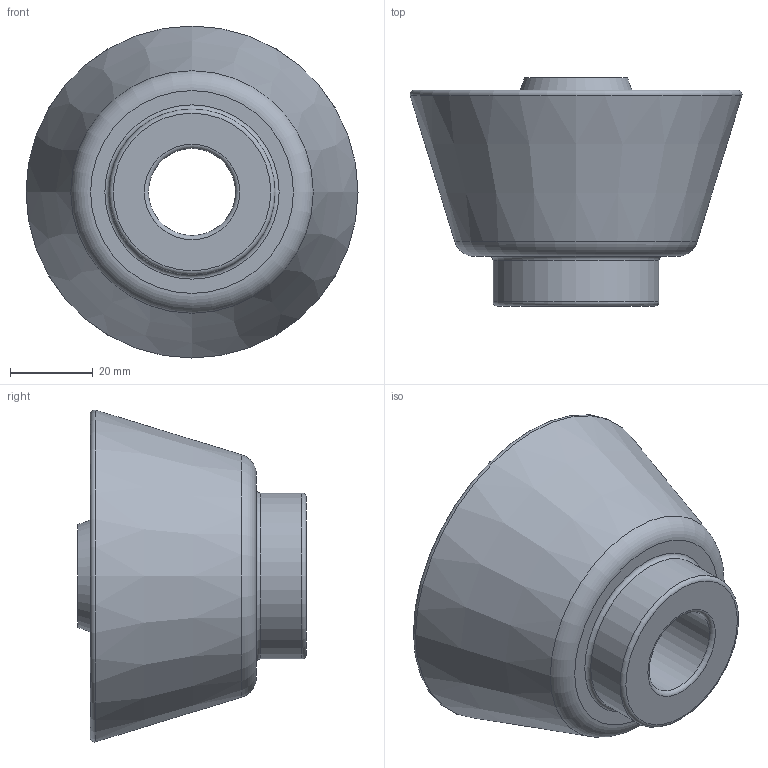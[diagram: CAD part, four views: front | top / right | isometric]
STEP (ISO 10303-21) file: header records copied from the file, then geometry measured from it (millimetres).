
FILE_DESCRIPTION(/* description */ (''),/* implementation_level */ '2;1');
FILE_NAME(/* name */ 'Contenedor agua_V7_x1.stp',/* time_stamp */ '2024-11-28T13:27:13Z',/* author */ ('patri'),/* organization */ (''),/* preprocessor_version */ 'ST-DEVELOPER v19.2',/* originating_system */ 'Autodesk Inventor 2024',/* authorisation */ '');
FILE_SCHEMA (('AUTOMOTIVE_DESIGN { 1 0 10303 214 3 1 1 }'));
Length unit declared in the file: millimetre
Products named in the file (1): Contenedor agua con encaje
Bounding box: 80.03 x 55 x 80.03 mm (x, y, z)
Volume: 76580.1 mm3; surface area: 30664.8 mm2
Topology: 1 solids, 1 shells, 32 faces, 78 edges, 52 vertices
Faces by surface type: plane 18, torus 8, cylinder 3, cone 3
Full cylindrical faces by diameter (mm): 21 x1, 40 x2
Entity records: 1005 total; most frequent: DIRECTION 180, CARTESIAN_POINT 171, ORIENTED_EDGE 156, EDGE_CURVE 78, AXIS2_PLACEMENT_3D 73, VERTEX_POINT 52, CIRCLE 40, EDGE_LOOP 38
